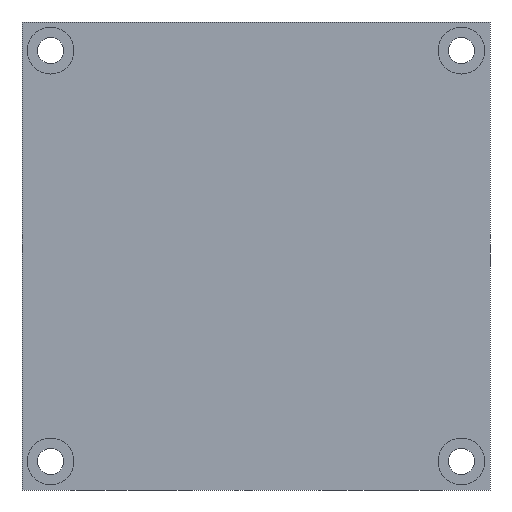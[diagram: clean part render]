
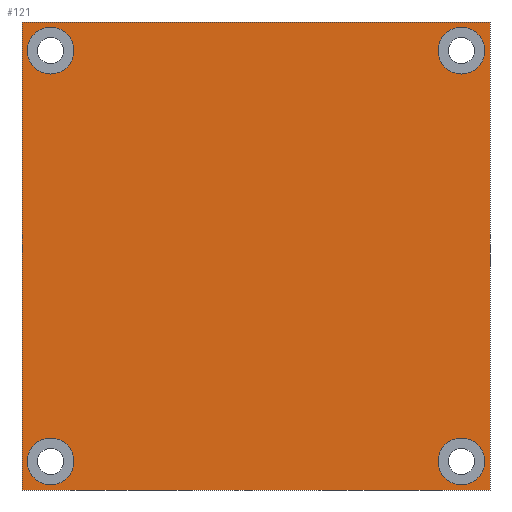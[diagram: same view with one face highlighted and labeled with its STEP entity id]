
A CAD part, front view. The second image highlights one B-rep face of the part: STEP entity #121.
In plain terms, the highlighted planar face has unit normal (0, -1, 0).
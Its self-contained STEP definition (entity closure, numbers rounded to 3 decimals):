
#121 = ADVANCED_FACE( '', ( #290, #291, #292, #293, #294 ), #295, .F. );
#290 = FACE_BOUND( '', #526, .T. );
#291 = FACE_BOUND( '', #527, .T. );
#292 = FACE_OUTER_BOUND( '', #528, .T. );
#293 = FACE_BOUND( '', #529, .T. );
#294 = FACE_BOUND( '', #530, .T. );
#295 = PLANE( '', #531 );
#526 = EDGE_LOOP( '', ( #801 ) );
#527 = EDGE_LOOP( '', ( #802 ) );
#528 = EDGE_LOOP( '', ( #803, #804, #805, #806 ) );
#529 = EDGE_LOOP( '', ( #807 ) );
#530 = EDGE_LOOP( '', ( #808 ) );
#531 = AXIS2_PLACEMENT_3D( '', #809, #810, #811 );
#801 = ORIENTED_EDGE( '', *, *, #1088, .F. );
#802 = ORIENTED_EDGE( '', *, *, #1032, .F. );
#803 = ORIENTED_EDGE( '', *, *, #1089, .T. );
#804 = ORIENTED_EDGE( '', *, *, #1057, .F. );
#805 = ORIENTED_EDGE( '', *, *, #1090, .F. );
#806 = ORIENTED_EDGE( '', *, *, #1091, .T. );
#807 = ORIENTED_EDGE( '', *, *, #1092, .F. );
#808 = ORIENTED_EDGE( '', *, *, #1060, .F. );
#809 = CARTESIAN_POINT( '', ( -90., 0., 180. ) );
#810 = DIRECTION( '', ( 0., 1., 0. ) );
#811 = DIRECTION( '', ( 0., 0., 1. ) );
#1032 = EDGE_CURVE( '', #1158, #1158, #1159, .T. );
#1057 = EDGE_CURVE( '', #1199, #1194, #1201, .T. );
#1060 = EDGE_CURVE( '', #1205, #1205, #1206, .T. );
#1088 = EDGE_CURVE( '', #1250, #1250, #1251, .T. );
#1089 = EDGE_CURVE( '', #1252, #1194, #1253, .T. );
#1090 = EDGE_CURVE( '', #1254, #1199, #1255, .T. );
#1091 = EDGE_CURVE( '', #1254, #1252, #1256, .T. );
#1092 = EDGE_CURVE( '', #1257, #1257, #1258, .T. );
#1158 = VERTEX_POINT( '', #1345 );
#1159 = CIRCLE( '', #1346, 9. );
#1194 = VERTEX_POINT( '', #1381 );
#1199 = VERTEX_POINT( '', #1388 );
#1201 = LINE( '', #1391, #1392 );
#1205 = VERTEX_POINT( '', #1396 );
#1206 = CIRCLE( '', #1397, 9. );
#1250 = VERTEX_POINT( '', #1441 );
#1251 = CIRCLE( '', #1442, 9. );
#1252 = VERTEX_POINT( '', #1443 );
#1253 = LINE( '', #1444, #1445 );
#1254 = VERTEX_POINT( '', #1446 );
#1255 = LINE( '', #1447, #1448 );
#1256 = LINE( '', #1449, #1450 );
#1257 = VERTEX_POINT( '', #1451 );
#1258 = CIRCLE( '', #1452, 9. );
#1345 = CARTESIAN_POINT( '', ( 79., 0., 2. ) );
#1346 = AXIS2_PLACEMENT_3D( '', #1605, #1606, #1607 );
#1381 = CARTESIAN_POINT( '', ( 90., 0., 0. ) );
#1388 = CARTESIAN_POINT( '', ( 90., 0., 180. ) );
#1391 = CARTESIAN_POINT( '', ( 90., 0., 180. ) );
#1392 = VECTOR( '', #1650, 1000. );
#1396 = CARTESIAN_POINT( '', ( -79., 0., 160. ) );
#1397 = AXIS2_PLACEMENT_3D( '', #1654, #1655, #1656 );
#1441 = CARTESIAN_POINT( '', ( 79., 0., 160. ) );
#1442 = AXIS2_PLACEMENT_3D( '', #1705, #1706, #1707 );
#1443 = CARTESIAN_POINT( '', ( -90., 0., 0. ) );
#1444 = CARTESIAN_POINT( '', ( -90., 0., 0. ) );
#1445 = VECTOR( '', #1708, 1000. );
#1446 = CARTESIAN_POINT( '', ( -90., 0., 180. ) );
#1447 = CARTESIAN_POINT( '', ( -90., 0., 180. ) );
#1448 = VECTOR( '', #1709, 1000. );
#1449 = CARTESIAN_POINT( '', ( -90., 0., 180. ) );
#1450 = VECTOR( '', #1710, 1000. );
#1451 = CARTESIAN_POINT( '', ( -79., 0., 2. ) );
#1452 = AXIS2_PLACEMENT_3D( '', #1711, #1712, #1713 );
#1605 = CARTESIAN_POINT( '', ( 79., 0., 11. ) );
#1606 = DIRECTION( '', ( 0., -1., 0. ) );
#1607 = DIRECTION( '', ( 0., 0., -1. ) );
#1650 = DIRECTION( '', ( 0., 0., -1. ) );
#1654 = CARTESIAN_POINT( '', ( -79., 0., 169. ) );
#1655 = DIRECTION( '', ( 0., -1., 0. ) );
#1656 = DIRECTION( '', ( 0., 0., -1. ) );
#1705 = CARTESIAN_POINT( '', ( 79., 0., 169. ) );
#1706 = DIRECTION( '', ( 0., -1., 0. ) );
#1707 = DIRECTION( '', ( 0., 0., -1. ) );
#1708 = DIRECTION( '', ( 1., 0., 0. ) );
#1709 = DIRECTION( '', ( 1., 0., 0. ) );
#1710 = DIRECTION( '', ( 0., 0., -1. ) );
#1711 = CARTESIAN_POINT( '', ( -79., 0., 11. ) );
#1712 = DIRECTION( '', ( 0., -1., 0. ) );
#1713 = DIRECTION( '', ( 0., 0., -1. ) );
